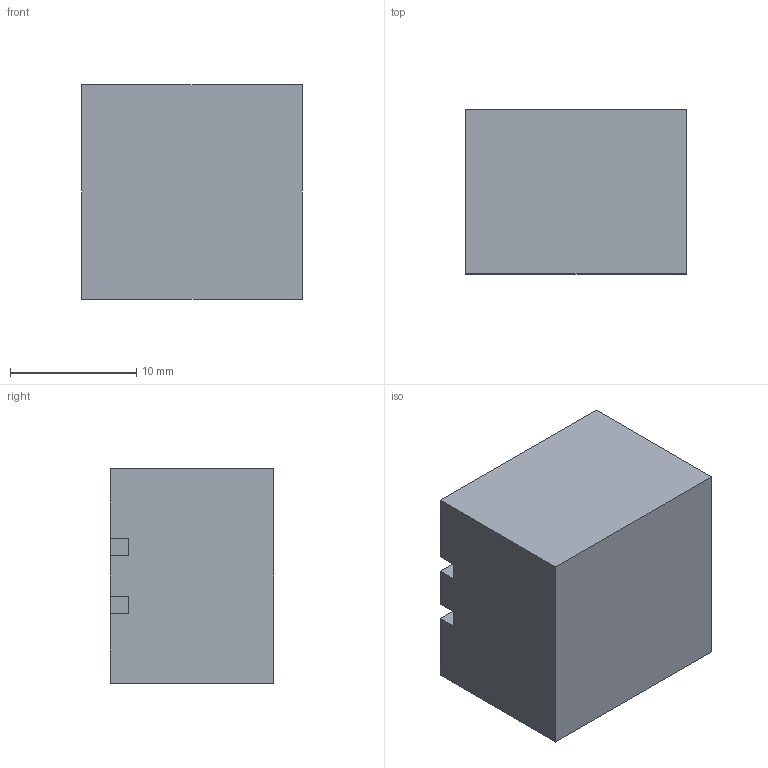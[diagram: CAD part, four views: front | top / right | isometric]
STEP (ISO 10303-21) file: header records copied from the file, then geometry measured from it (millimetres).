
FILE_DESCRIPTION (( 'STEP AP214' ), '1' );
FILE_NAME ('Relay.STEP', '2011-05-26T06:32:11', ( 'Tehran' ), ( 'R&D' ), 'SwSTEP 2.0', 'SolidWorks 2008', '' );
FILE_SCHEMA (( 'AUTOMOTIVE_DESIGN' ));
Length unit declared in the file: millimetre
Products named in the file (1): Relay
Bounding box: 17.5 x 13 x 17 mm (x, y, z)
Volume: 3844.3 mm3; surface area: 1530.9 mm2
Topology: 1 solids, 1 shells, 90 faces, 237 edges, 158 vertices
Faces by surface type: plane 66, bspline 24
Entity records: 4152 total; most frequent: CARTESIAN_POINT 1974, ORIENTED_EDGE 474, DIRECTION 323, EDGE_CURVE 237, VECTOR 189, LINE 189, VERTEX_POINT 158, EDGE_LOOP 99
